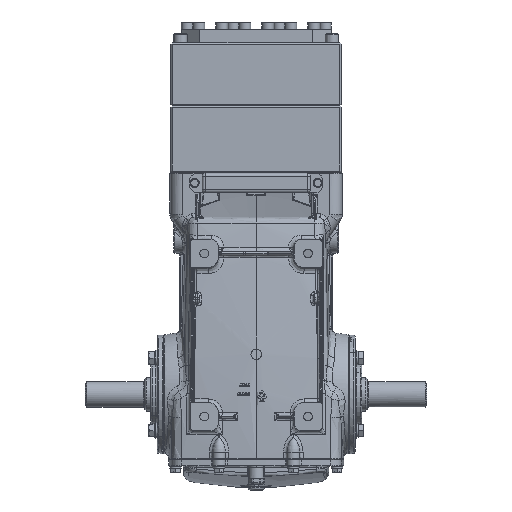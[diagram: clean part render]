
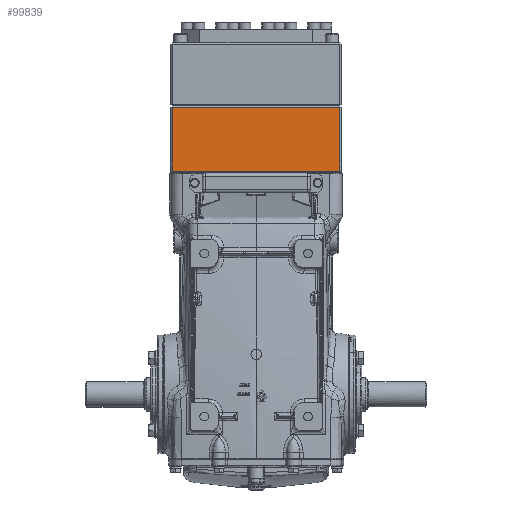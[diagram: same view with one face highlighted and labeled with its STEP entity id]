
A CAD part, front view. The second image highlights one B-rep face of the part: STEP entity #99839.
In plain terms, the highlighted planar face has unit normal (0, -1, 0).
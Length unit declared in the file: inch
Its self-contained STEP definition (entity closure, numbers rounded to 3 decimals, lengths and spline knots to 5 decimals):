
#8525 = DIRECTION ( 'NONE',  ( 0., 0., -1. ) ) ;
#9650 = ORIENTED_EDGE ( 'NONE', *, *, #34147, .T. ) ;
#11118 = ORIENTED_EDGE ( 'NONE', *, *, #88267, .T. ) ;
#12986 = VECTOR ( 'NONE', #96901, 39.37008 ) ;
#23230 = LINE ( 'NONE', #60053, #12986 ) ;
#28968 = CARTESIAN_POINT ( 'NONE',  ( -4.44882, -3.93701, 15.23622 ) ) ;
#30788 = DIRECTION ( 'NONE',  ( 0., 1., 0. ) ) ;
#31069 = LINE ( 'NONE', #67910, #48936 ) ;
#34147 = EDGE_CURVE ( 'NONE', #101395, #59451, #118407, .T. ) ;
#35745 = CARTESIAN_POINT ( 'NONE',  ( -4.52756, -3.93701, 15.23622 ) ) ;
#39836 = FACE_OUTER_BOUND ( 'NONE', #77180, .T. ) ;
#48936 = VECTOR ( 'NONE', #104720, 39.37008 ) ;
#51326 = CARTESIAN_POINT ( 'NONE',  ( -4.44882, -3.93701, 11.85039 ) ) ;
#54206 = AXIS2_PLACEMENT_3D ( 'NONE', #113458, #30788, #67614 ) ;
#54389 = LINE ( 'NONE', #91214, #90757 ) ;
#56176 = ORIENTED_EDGE ( 'NONE', *, *, #84010, .T. ) ;
#56188 = CARTESIAN_POINT ( 'NONE',  ( 4.44882, -3.93701, 15.23622 ) ) ;
#59451 = VERTEX_POINT ( 'NONE', #28968 ) ;
#60053 = CARTESIAN_POINT ( 'NONE',  ( 4.44882, -3.93701, 15.31496 ) ) ;
#63517 = ORIENTED_EDGE ( 'NONE', *, *, #109899, .T. ) ;
#67614 = DIRECTION ( 'NONE',  ( 0., 0., 1. ) ) ;
#67910 = CARTESIAN_POINT ( 'NONE',  ( 4.52756, -3.93701, 11.85039 ) ) ;
#71873 = VECTOR ( 'NONE', #72561, 39.37008 ) ;
#72561 = DIRECTION ( 'NONE',  ( -1., 0., 0. ) ) ;
#76333 = VERTEX_POINT ( 'NONE', #51326 ) ;
#76690 = PLANE ( 'NONE',  #54206 ) ;
#77180 = EDGE_LOOP ( 'NONE', ( #11118, #63517, #9650, #56176 ) ) ;
#83362 = VERTEX_POINT ( 'NONE', #92682 ) ;
#84010 = EDGE_CURVE ( 'NONE', #59451, #76333, #54389, .T. ) ;
#88267 = EDGE_CURVE ( 'NONE', #76333, #83362, #31069, .T. ) ;
#90757 = VECTOR ( 'NONE', #8525, 39.37008 ) ;
#91214 = CARTESIAN_POINT ( 'NONE',  ( -4.44882, -3.93701, 15.31496 ) ) ;
#92682 = CARTESIAN_POINT ( 'NONE',  ( 4.44882, -3.93701, 11.85039 ) ) ;
#96901 = DIRECTION ( 'NONE',  ( 0., 0., 1. ) ) ;
#99839 = ADVANCED_FACE ( 'NONE', ( #39836 ), #76690, .F. ) ;
#101395 = VERTEX_POINT ( 'NONE', #56188 ) ;
#104720 = DIRECTION ( 'NONE',  ( 1., 0., 0. ) ) ;
#109899 = EDGE_CURVE ( 'NONE', #83362, #101395, #23230, .T. ) ;
#113458 = CARTESIAN_POINT ( 'NONE',  ( -4.52756, -3.93701, 15.31496 ) ) ;
#118407 = LINE ( 'NONE', #35745, #71873 ) ;
